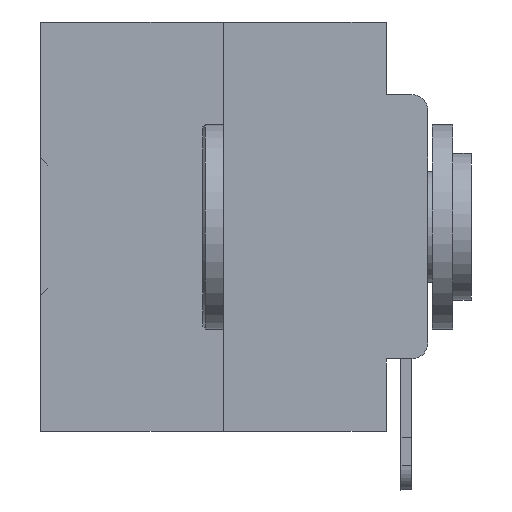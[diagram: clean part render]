
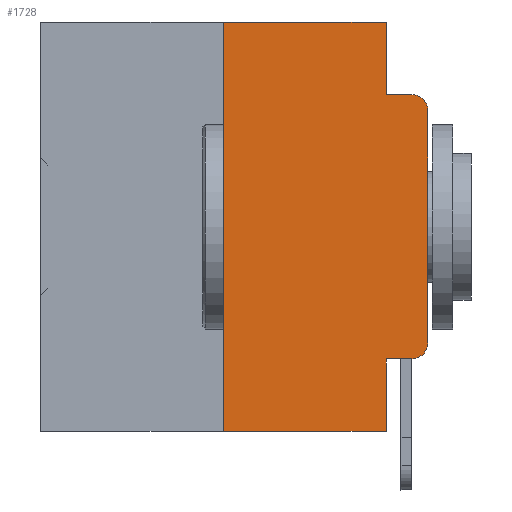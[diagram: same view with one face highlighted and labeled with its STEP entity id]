
A CAD part, left-side view. The second image highlights one B-rep face of the part: STEP entity #1728.
In plain terms, the highlighted planar face has unit normal (-1, 0, 0).
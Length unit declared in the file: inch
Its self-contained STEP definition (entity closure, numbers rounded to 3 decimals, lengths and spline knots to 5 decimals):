
#698 = ORIENTED_EDGE ( 'NONE', *, *, #15319, .T. ) ;
#1495 = DIRECTION ( 'NONE',  ( 0., 0., -1. ) ) ;
#1728 = ADVANCED_FACE ( 'NONE', ( #22368 ), #12647, .F. ) ;
#2380 = EDGE_CURVE ( 'NONE', #9959, #29780, #21845, .T. ) ;
#2657 = AXIS2_PLACEMENT_3D ( 'NONE', #27939, #33835, #1495 ) ;
#2697 = EDGE_LOOP ( 'NONE', ( #34586, #12546, #27376, #18763, #9983, #7565, #698, #21137, #21990, #37666 ) ) ;
#2705 = AXIS2_PLACEMENT_3D ( 'NONE', #15364, #21259, #9583 ) ;
#3000 = VECTOR ( 'NONE', #6395, 39.37008 ) ;
#3949 = EDGE_CURVE ( 'NONE', #26284, #29683, #24928, .T. ) ;
#4609 = CIRCLE ( 'NONE', #2657, 0.02 ) ;
#5479 = CARTESIAN_POINT ( 'NONE',  ( 0., 0.051, -0.0885 ) ) ;
#5841 = DIRECTION ( 'NONE',  ( 0., 0., -1. ) ) ;
#5918 = DIRECTION ( 'NONE',  ( 0., -1., 0. ) ) ;
#6395 = DIRECTION ( 'NONE',  ( 0., -1., 0. ) ) ;
#7158 = CARTESIAN_POINT ( 'NONE',  ( 0., 0., 0. ) ) ;
#7565 = ORIENTED_EDGE ( 'NONE', *, *, #34712, .F. ) ;
#7587 = CARTESIAN_POINT ( 'NONE',  ( 0., 0., -0.3915 ) ) ;
#7747 = VECTOR ( 'NONE', #14891, 39.37008 ) ;
#8475 = CARTESIAN_POINT ( 'NONE',  ( 0., 0.051, -0.4115 ) ) ;
#8780 = EDGE_CURVE ( 'NONE', #29780, #23754, #4609, .T. ) ;
#8875 = VECTOR ( 'NONE', #34986, 39.37008 ) ;
#9583 = DIRECTION ( 'NONE',  ( 0., 0., -1. ) ) ;
#9959 = VERTEX_POINT ( 'NONE', #8475 ) ;
#9983 = ORIENTED_EDGE ( 'NONE', *, *, #20763, .F. ) ;
#10092 = DIRECTION ( 'NONE',  ( 0., 0., 1. ) ) ;
#11460 = CARTESIAN_POINT ( 'NONE',  ( 0., 0.051, 0. ) ) ;
#11467 = AXIS2_PLACEMENT_3D ( 'NONE', #20128, #31835, #23327 ) ;
#12498 = CARTESIAN_POINT ( 'NONE',  ( 0., 0.051, -0.5 ) ) ;
#12546 = ORIENTED_EDGE ( 'NONE', *, *, #18222, .T. ) ;
#12647 = PLANE ( 'NONE',  #2705 ) ;
#12868 = DIRECTION ( 'NONE',  ( 0., 0., 1. ) ) ;
#13112 = CARTESIAN_POINT ( 'NONE',  ( 0., 0.051, -0.4115 ) ) ;
#14053 = VECTOR ( 'NONE', #15437, 39.37008 ) ;
#14891 = DIRECTION ( 'NONE',  ( 0., 0., -1. ) ) ;
#14989 = CARTESIAN_POINT ( 'NONE',  ( 0., 0.473, -0.5 ) ) ;
#15319 = EDGE_CURVE ( 'NONE', #35773, #19170, #23144, .T. ) ;
#15364 = CARTESIAN_POINT ( 'NONE',  ( 0., 0.473, 0. ) ) ;
#15437 = DIRECTION ( 'NONE',  ( 0., -1., 0. ) ) ;
#15583 = CIRCLE ( 'NONE', #11467, 0.02 ) ;
#17164 = EDGE_CURVE ( 'NONE', #19471, #26284, #23045, .T. ) ;
#17249 = CARTESIAN_POINT ( 'NONE',  ( 0., 0.051, 0. ) ) ;
#17467 = VECTOR ( 'NONE', #10092, 39.37008 ) ;
#17859 = CARTESIAN_POINT ( 'NONE',  ( 0., 0.051, 0. ) ) ;
#18167 = CARTESIAN_POINT ( 'NONE',  ( 0., 0.25, 0. ) ) ;
#18222 = EDGE_CURVE ( 'NONE', #36892, #29683, #15583, .T. ) ;
#18448 = CARTESIAN_POINT ( 'NONE',  ( 0., 0.473, 0. ) ) ;
#18763 = ORIENTED_EDGE ( 'NONE', *, *, #17164, .F. ) ;
#19170 = VERTEX_POINT ( 'NONE', #12498 ) ;
#19377 = CARTESIAN_POINT ( 'NONE',  ( 0., 0., -0.1085 ) ) ;
#19471 = VERTEX_POINT ( 'NONE', #17249 ) ;
#20128 = CARTESIAN_POINT ( 'NONE',  ( 0., 0.02, -0.1085 ) ) ;
#20130 = CARTESIAN_POINT ( 'NONE',  ( 0., 0.02, -0.0885 ) ) ;
#20763 = EDGE_CURVE ( 'NONE', #27015, #19471, #37007, .T. ) ;
#20833 = VECTOR ( 'NONE', #5918, 39.37008 ) ;
#21137 = ORIENTED_EDGE ( 'NONE', *, *, #29100, .F. ) ;
#21259 = DIRECTION ( 'NONE',  ( 1., 0., 0. ) ) ;
#21845 = LINE ( 'NONE', #13112, #14053 ) ;
#21990 = ORIENTED_EDGE ( 'NONE', *, *, #2380, .T. ) ;
#22368 = FACE_OUTER_BOUND ( 'NONE', #2697, .T. ) ;
#22923 = CARTESIAN_POINT ( 'NONE',  ( 0., 0.051, -0.0885 ) ) ;
#23045 = LINE ( 'NONE', #11460, #36811 ) ;
#23144 = LINE ( 'NONE', #14989, #20833 ) ;
#23327 = DIRECTION ( 'NONE',  ( 0., 0., -1. ) ) ;
#23396 = VECTOR ( 'NONE', #12868, 39.37008 ) ;
#23754 = VERTEX_POINT ( 'NONE', #7587 ) ;
#24226 = EDGE_CURVE ( 'NONE', #23754, #36892, #33085, .T. ) ;
#24710 = LINE ( 'NONE', #17859, #7747 ) ;
#24928 = LINE ( 'NONE', #5479, #8875 ) ;
#25968 = CARTESIAN_POINT ( 'NONE',  ( 0., 0.25, 0. ) ) ;
#26284 = VERTEX_POINT ( 'NONE', #22923 ) ;
#27015 = VERTEX_POINT ( 'NONE', #25968 ) ;
#27045 = CARTESIAN_POINT ( 'NONE',  ( 0., 0.02, -0.4115 ) ) ;
#27376 = ORIENTED_EDGE ( 'NONE', *, *, #3949, .F. ) ;
#27939 = CARTESIAN_POINT ( 'NONE',  ( 0., 0.02, -0.3915 ) ) ;
#29100 = EDGE_CURVE ( 'NONE', #9959, #19170, #24710, .T. ) ;
#29683 = VERTEX_POINT ( 'NONE', #20130 ) ;
#29780 = VERTEX_POINT ( 'NONE', #27045 ) ;
#30699 = CARTESIAN_POINT ( 'NONE',  ( 0., 0.25, -0.5 ) ) ;
#31835 = DIRECTION ( 'NONE',  ( -1., 0., 0. ) ) ;
#33085 = LINE ( 'NONE', #7158, #17467 ) ;
#33835 = DIRECTION ( 'NONE',  ( -1., 0., 0. ) ) ;
#34586 = ORIENTED_EDGE ( 'NONE', *, *, #24226, .T. ) ;
#34712 = EDGE_CURVE ( 'NONE', #35773, #27015, #36249, .T. ) ;
#34986 = DIRECTION ( 'NONE',  ( 0., -1., 0. ) ) ;
#35773 = VERTEX_POINT ( 'NONE', #30699 ) ;
#36249 = LINE ( 'NONE', #18167, #23396 ) ;
#36811 = VECTOR ( 'NONE', #5841, 39.37008 ) ;
#36892 = VERTEX_POINT ( 'NONE', #19377 ) ;
#37007 = LINE ( 'NONE', #18448, #3000 ) ;
#37666 = ORIENTED_EDGE ( 'NONE', *, *, #8780, .T. ) ;
